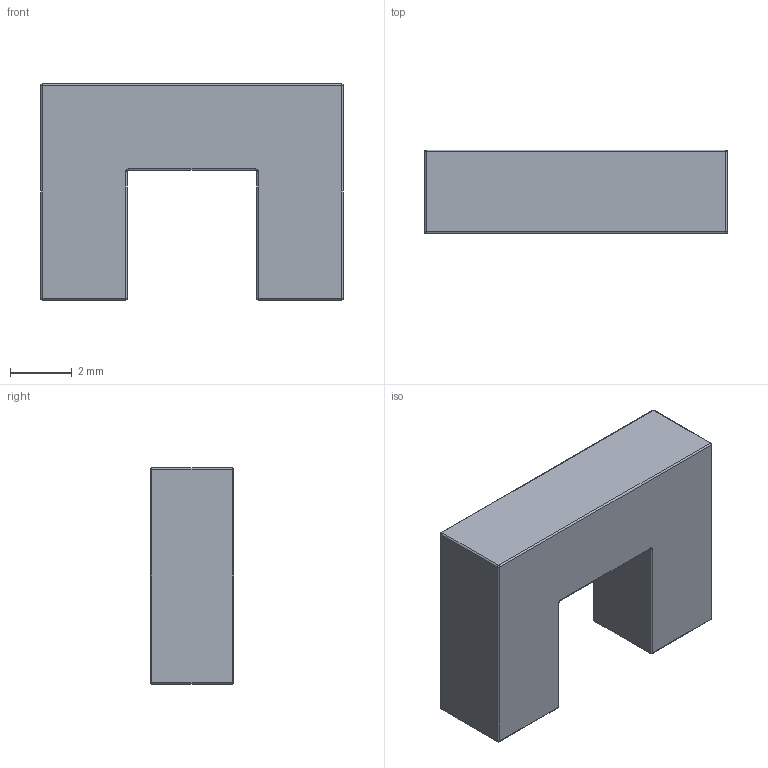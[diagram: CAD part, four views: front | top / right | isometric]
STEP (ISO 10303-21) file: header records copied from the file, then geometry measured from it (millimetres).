
FILE_DESCRIPTION (( 'STEP AP214' ), '1' );
FILE_NAME ('UU9,8.step', '2018-04-25T18:10:01', ( '' ), ( '' ), 'SwSTEP 2.0', 'SolidWorks 2017', '' );
FILE_SCHEMA (( 'AUTOMOTIVE_DESIGN' ));
Length unit declared in the file: millimetre
Products named in the file (1): UU9,8
Bounding box: 9.8 x 2.7 x 7 mm (x, y, z)
Volume: 137.5 mm3; surface area: 213.1 mm2
Topology: 1 solids, 1 shells, 50 faces, 112 edges, 52 vertices
Faces by surface type: cylinder 24, sphere 12, plane 10, torus 4
Entity records: 1298 total; most frequent: DIRECTION 254, CARTESIAN_POINT 203, ORIENTED_EDGE 200, AXIS2_PLACEMENT_3D 103, EDGE_CURVE 100, CIRCLE 52, VERTEX_POINT 52, ADVANCED_FACE 50
